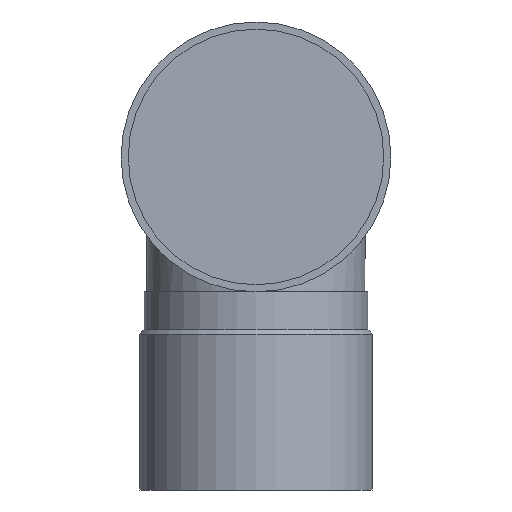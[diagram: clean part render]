
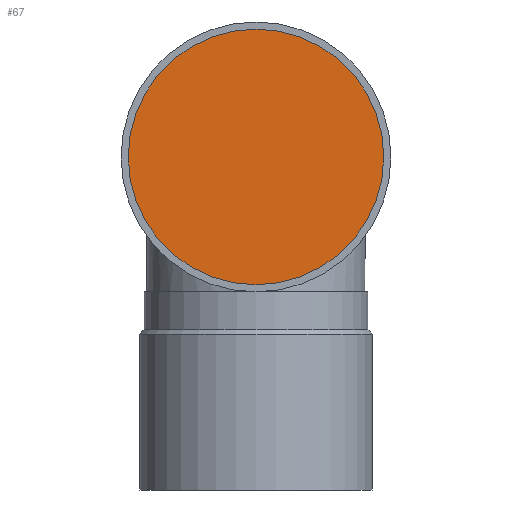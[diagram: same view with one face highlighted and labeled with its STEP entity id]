
A CAD part, front view. The second image highlights one B-rep face of the part: STEP entity #67.
In plain terms, the highlighted planar face has unit normal (0, -1, 0).
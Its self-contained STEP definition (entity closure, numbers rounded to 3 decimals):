
#67 = ADVANCED_FACE( '', ( #146 ), #147, .F. );
#146 = FACE_OUTER_BOUND( '', #227, .T. );
#147 = PLANE( '', #228 );
#227 = EDGE_LOOP( '', ( #326 ) );
#228 = AXIS2_PLACEMENT_3D( '', #327, #328, #329 );
#326 = ORIENTED_EDGE( '', *, *, #388, .F. );
#327 = CARTESIAN_POINT( '', ( 0., -71.5, 0. ) );
#328 = DIRECTION( '', ( 0., 1., 0. ) );
#329 = DIRECTION( '', ( 0., 0., 1. ) );
#388 = EDGE_CURVE( '', #439, #439, #440, .T. );
#439 = VERTEX_POINT( '', #647 );
#440 = CIRCLE( '', #648, 44.5 );
#647 = CARTESIAN_POINT( '', ( 44.5, -71.5, 0. ) );
#648 = AXIS2_PLACEMENT_3D( '', #704, #705, #706 );
#704 = CARTESIAN_POINT( '', ( 0., -71.5, 0. ) );
#705 = DIRECTION( '', ( 0., 1., 0. ) );
#706 = DIRECTION( '', ( 1., 0., 0. ) );
